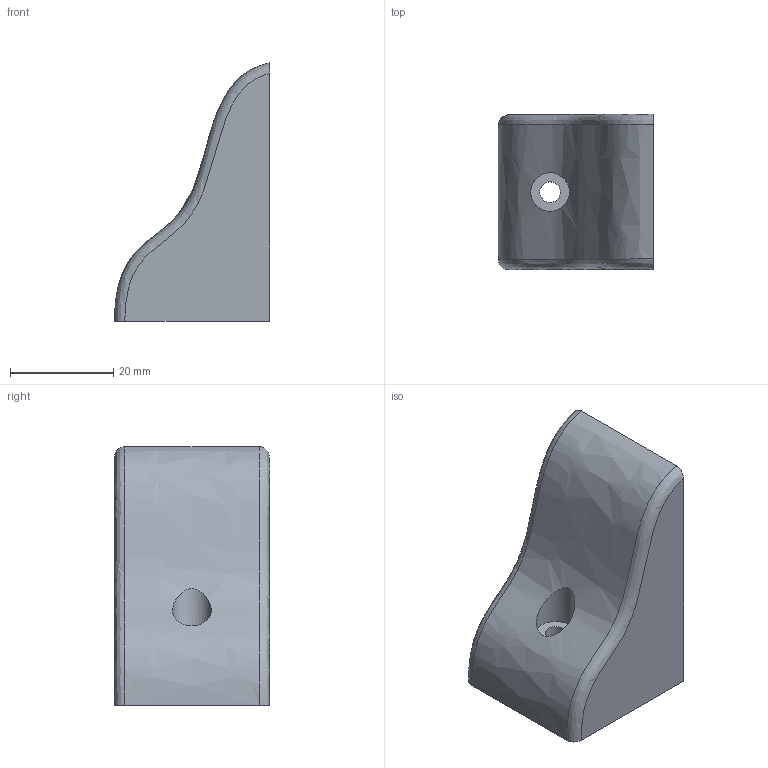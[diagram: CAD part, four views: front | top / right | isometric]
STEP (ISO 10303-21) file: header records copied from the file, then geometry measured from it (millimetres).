
FILE_DESCRIPTION(/* description */ (''),/* implementation_level */ '2;1');
FILE_NAME(/* name */ 'Bauteil1-_.step',/* time_stamp */ '2016-04-18T13:38:16+02:00',/* author */ ('spaeth'),/* organization */ (''),/* preprocessor_version */ 'ST-DEVELOPER v15.6',/* originating_system */ 'Autodesk Inventor 2015',/* authorisation */ '');
FILE_SCHEMA (('AUTOMOTIVE_DESIGN { 1 0 10303 214 3 1 1 }'));
Length unit declared in the file: millimetre
Products named in the file (1): Bauteil1
Bounding box: 30 x 30 x 50 mm (x, y, z)
Volume: 25707.9 mm3; surface area: 6115.4 mm2
Topology: 1 solids, 1 shells, 10 faces, 22 edges, 15 vertices
Faces by surface type: plane 5, bspline 3, cylinder 2
Full cylindrical faces by diameter (mm): 4 x1, 7.5 x1
Entity records: 592 total; most frequent: CARTESIAN_POINT 377, ORIENTED_EDGE 38, DIRECTION 29, EDGE_CURVE 19, EDGE_LOOP 15, VERTEX_POINT 14, AXIS2_PLACEMENT_3D 11, FACE_OUTER_BOUND 10
